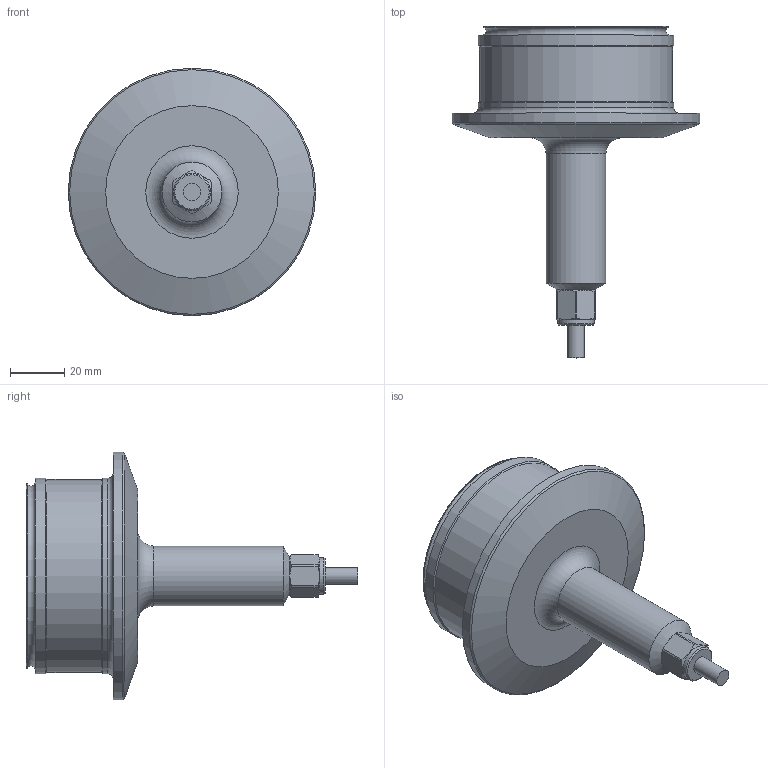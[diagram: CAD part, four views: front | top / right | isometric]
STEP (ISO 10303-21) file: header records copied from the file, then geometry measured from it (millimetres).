
FILE_DESCRIPTION( ( 'Unknown' ), '1' );
FILE_NAME( 'PBMH_xxxxxxxx5356xxx.stp', 'Unknown', ( 'Unknown' ), ( 'Unknown' ), 'PSStep 14.0', 'Unknown', ' ' );
FILE_SCHEMA( ( 'AUTOMOTIVE_DESIGN { 1 0 10303 214 1 1 1 1 }' ) );
Length unit declared in the file: millimetre
Products named in the file (1): 11090736
Bounding box: 91 x 122 x 91 mm (x, y, z)
Volume: 199977.4 mm3; surface area: 25935.7 mm2
Topology: 1 solids, 1 shells, 45 faces, 100 edges, 62 vertices
Faces by surface type: cylinder 14, plane 13, cone 12, torus 6
Full cylindrical faces by diameter (mm): 6.3 x1, 13.6 x1, 22 x1, 68 x1, 71 x1, 71.9 x2, 91 x1
Entity records: 1536 total; most frequent: CARTESIAN_POINT 288, DIRECTION 190, ORIENTED_EDGE 146, AXIS2_PLACEMENT_3D 89, EDGE_CURVE 73, EDGE_LOOP 70, FACE_OUTER_BOUND 59, VERTEX_POINT 55
